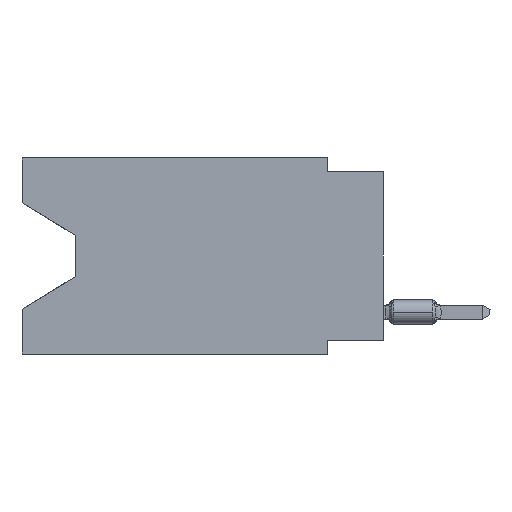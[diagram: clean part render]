
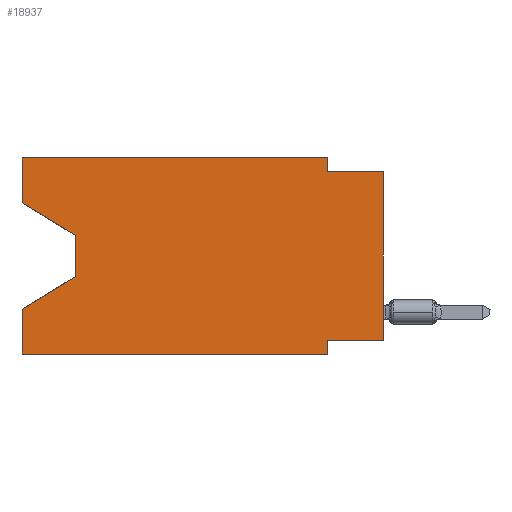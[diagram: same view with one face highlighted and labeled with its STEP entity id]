
A CAD part, left-side view. The second image highlights one B-rep face of the part: STEP entity #18937.
In plain terms, the highlighted planar face has unit normal (-1, 0, 0).
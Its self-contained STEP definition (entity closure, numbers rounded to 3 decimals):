
#317 = LINE ( 'NONE', #50460, #14236 ) ;
#510 = ORIENTED_EDGE ( 'NONE', *, *, #48679, .F. ) ;
#2595 = DIRECTION ( 'NONE',  ( 0., -0.855, -0.519 ) ) ;
#2736 = EDGE_CURVE ( 'NONE', #26319, #10273, #38498, .T. ) ;
#2761 = EDGE_CURVE ( 'NONE', #26319, #53696, #24454, .T. ) ;
#2999 = LINE ( 'NONE', #30007, #19684 ) ;
#4163 = CARTESIAN_POINT ( 'NONE',  ( 0., 16.383, -6.852 ) ) ;
#6092 = VECTOR ( 'NONE', #42676, 1000. ) ;
#6285 = CARTESIAN_POINT ( 'NONE',  ( 0., 0., -8.255 ) ) ;
#6337 = ORIENTED_EDGE ( 'NONE', *, *, #26075, .T. ) ;
#6561 = EDGE_CURVE ( 'NONE', #10273, #18117, #2999, .T. ) ;
#6598 = PLANE ( 'NONE',  #41998 ) ;
#7710 = CARTESIAN_POINT ( 'NONE',  ( 0., 13.97, -3.505 ) ) ;
#7842 = LINE ( 'NONE', #25906, #38770 ) ;
#8026 = VERTEX_POINT ( 'NONE', #10713 ) ;
#8614 = ORIENTED_EDGE ( 'NONE', *, *, #37590, .F. ) ;
#9528 = VECTOR ( 'NONE', #17468, 1000. ) ;
#10273 = VERTEX_POINT ( 'NONE', #20012 ) ;
#10388 = VERTEX_POINT ( 'NONE', #4163 ) ;
#10713 = CARTESIAN_POINT ( 'NONE',  ( 0., 13.97, -5.385 ) ) ;
#12448 = LINE ( 'NONE', #12725, #45437 ) ;
#12725 = CARTESIAN_POINT ( 'NONE',  ( 0., 2.54, 0. ) ) ;
#13847 = VECTOR ( 'NONE', #36643, 1000. ) ;
#14027 = VECTOR ( 'NONE', #2595, 1000. ) ;
#14078 = CARTESIAN_POINT ( 'NONE',  ( 0., 16.383, -8.89 ) ) ;
#14236 = VECTOR ( 'NONE', #45604, 1000. ) ;
#16466 = DIRECTION ( 'NONE',  ( 0., 0., -1. ) ) ;
#16704 = DIRECTION ( 'NONE',  ( 0., 0., 1. ) ) ;
#17468 = DIRECTION ( 'NONE',  ( 0., 0., -1. ) ) ;
#17575 = FACE_OUTER_BOUND ( 'NONE', #31903, .T. ) ;
#18027 = ORIENTED_EDGE ( 'NONE', *, *, #34937, .F. ) ;
#18117 = VERTEX_POINT ( 'NONE', #30590 ) ;
#18224 = DIRECTION ( 'NONE',  ( 0., 1., 0. ) ) ;
#18937 = ADVANCED_FACE ( 'NONE', ( #17575 ), #6598, .F. ) ;
#19684 = VECTOR ( 'NONE', #20563, 1000. ) ;
#20012 = CARTESIAN_POINT ( 'NONE',  ( 0., 16.383, 0. ) ) ;
#20227 = VECTOR ( 'NONE', #18224, 1000. ) ;
#20272 = VERTEX_POINT ( 'NONE', #33645 ) ;
#20563 = DIRECTION ( 'NONE',  ( 0., -1., 0. ) ) ;
#21304 = CARTESIAN_POINT ( 'NONE',  ( 0., 16.383, 0. ) ) ;
#21991 = ORIENTED_EDGE ( 'NONE', *, *, #41622, .T. ) ;
#24454 = LINE ( 'NONE', #46821, #14027 ) ;
#24891 = LINE ( 'NONE', #34063, #28325 ) ;
#25491 = LINE ( 'NONE', #7710, #9528 ) ;
#25906 = CARTESIAN_POINT ( 'NONE',  ( 0., 16.383, -8.89 ) ) ;
#26075 = EDGE_CURVE ( 'NONE', #8026, #10388, #28897, .T. ) ;
#26319 = VERTEX_POINT ( 'NONE', #44663 ) ;
#26722 = VERTEX_POINT ( 'NONE', #30234 ) ;
#26860 = VERTEX_POINT ( 'NONE', #53749 ) ;
#28325 = VECTOR ( 'NONE', #51280, 1000. ) ;
#28897 = LINE ( 'NONE', #42949, #6092 ) ;
#29637 = VERTEX_POINT ( 'NONE', #14078 ) ;
#30007 = CARTESIAN_POINT ( 'NONE',  ( 0., 16.383, 0. ) ) ;
#30043 = CARTESIAN_POINT ( 'NONE',  ( 0., 13.97, -3.505 ) ) ;
#30234 = CARTESIAN_POINT ( 'NONE',  ( 0., 2.54, -8.89 ) ) ;
#30590 = CARTESIAN_POINT ( 'NONE',  ( 0., 2.54, 0. ) ) ;
#31894 = EDGE_CURVE ( 'NONE', #33337, #41394, #36369, .T. ) ;
#31903 = EDGE_LOOP ( 'NONE', ( #52640, #40500, #6337, #18027, #21991, #510, #52213, #45160, #56365, #8614, #31976, #56266 ) ) ;
#31976 = ORIENTED_EDGE ( 'NONE', *, *, #6561, .F. ) ;
#32308 = VECTOR ( 'NONE', #16704, 1000. ) ;
#33337 = VERTEX_POINT ( 'NONE', #6285 ) ;
#33574 = EDGE_CURVE ( 'NONE', #53696, #8026, #25491, .T. ) ;
#33645 = CARTESIAN_POINT ( 'NONE',  ( 0., 2.54, -0.635 ) ) ;
#34063 = CARTESIAN_POINT ( 'NONE',  ( 0., 2.54, -8.89 ) ) ;
#34937 = EDGE_CURVE ( 'NONE', #29637, #10388, #317, .T. ) ;
#35434 = LINE ( 'NONE', #35705, #20227 ) ;
#35705 = CARTESIAN_POINT ( 'NONE',  ( 0., 0., -8.255 ) ) ;
#35807 = CARTESIAN_POINT ( 'NONE',  ( 0., 0., 0. ) ) ;
#36369 = LINE ( 'NONE', #35807, #13847 ) ;
#36643 = DIRECTION ( 'NONE',  ( 0., 0., 1. ) ) ;
#37590 = EDGE_CURVE ( 'NONE', #18117, #20272, #12448, .T. ) ;
#38498 = LINE ( 'NONE', #42252, #32308 ) ;
#38770 = VECTOR ( 'NONE', #47719, 1000. ) ;
#39654 = DIRECTION ( 'NONE',  ( 1., 0., 0. ) ) ;
#40103 = CARTESIAN_POINT ( 'NONE',  ( 0., 0., -0.635 ) ) ;
#40331 = EDGE_CURVE ( 'NONE', #20272, #41394, #50531, .T. ) ;
#40500 = ORIENTED_EDGE ( 'NONE', *, *, #33574, .T. ) ;
#41394 = VERTEX_POINT ( 'NONE', #40103 ) ;
#41622 = EDGE_CURVE ( 'NONE', #29637, #26722, #7842, .T. ) ;
#41998 = AXIS2_PLACEMENT_3D ( 'NONE', #21304, #39654, #43394 ) ;
#42252 = CARTESIAN_POINT ( 'NONE',  ( 0., 16.383, 0. ) ) ;
#42676 = DIRECTION ( 'NONE',  ( 0., 0.855, -0.519 ) ) ;
#42949 = CARTESIAN_POINT ( 'NONE',  ( 0., 13.97, -5.385 ) ) ;
#43394 = DIRECTION ( 'NONE',  ( 0., 0., -1. ) ) ;
#44663 = CARTESIAN_POINT ( 'NONE',  ( 0., 16.383, -2.038 ) ) ;
#45160 = ORIENTED_EDGE ( 'NONE', *, *, #31894, .T. ) ;
#45437 = VECTOR ( 'NONE', #16466, 1000. ) ;
#45604 = DIRECTION ( 'NONE',  ( 0., 0., 1. ) ) ;
#46821 = CARTESIAN_POINT ( 'NONE',  ( 0., 16.383, -2.038 ) ) ;
#47719 = DIRECTION ( 'NONE',  ( 0., -1., 0. ) ) ;
#48679 = EDGE_CURVE ( 'NONE', #26860, #26722, #24891, .T. ) ;
#50460 = CARTESIAN_POINT ( 'NONE',  ( 0., 16.383, 0. ) ) ;
#50531 = LINE ( 'NONE', #55681, #55189 ) ;
#51280 = DIRECTION ( 'NONE',  ( 0., 0., -1. ) ) ;
#52213 = ORIENTED_EDGE ( 'NONE', *, *, #55859, .F. ) ;
#52640 = ORIENTED_EDGE ( 'NONE', *, *, #2761, .T. ) ;
#53696 = VERTEX_POINT ( 'NONE', #30043 ) ;
#53749 = CARTESIAN_POINT ( 'NONE',  ( 0., 2.54, -8.255 ) ) ;
#55189 = VECTOR ( 'NONE', #55401, 1000. ) ;
#55401 = DIRECTION ( 'NONE',  ( 0., -1., 0. ) ) ;
#55681 = CARTESIAN_POINT ( 'NONE',  ( 0., 0., -0.635 ) ) ;
#55859 = EDGE_CURVE ( 'NONE', #33337, #26860, #35434, .T. ) ;
#56266 = ORIENTED_EDGE ( 'NONE', *, *, #2736, .F. ) ;
#56365 = ORIENTED_EDGE ( 'NONE', *, *, #40331, .F. ) ;
